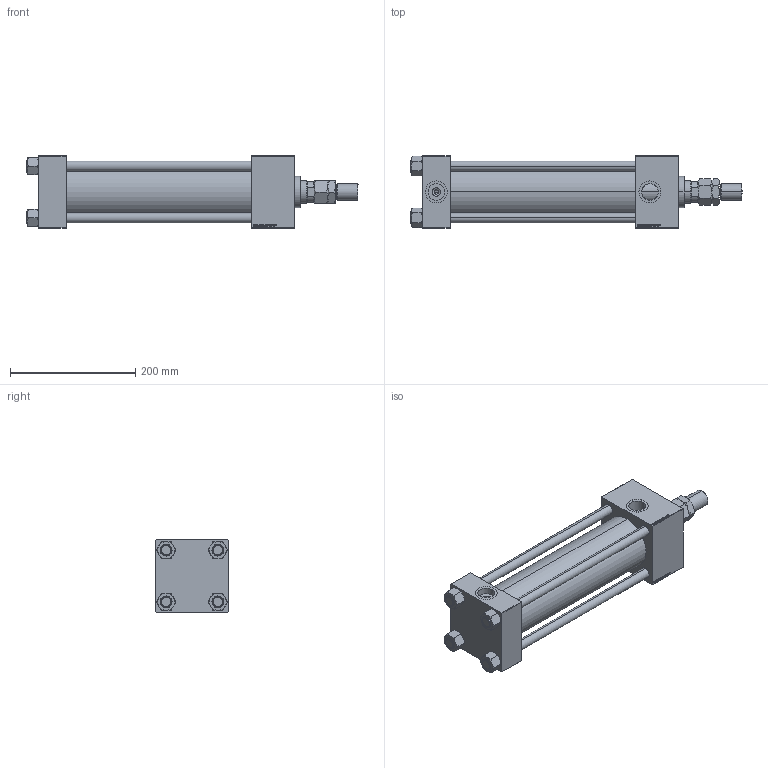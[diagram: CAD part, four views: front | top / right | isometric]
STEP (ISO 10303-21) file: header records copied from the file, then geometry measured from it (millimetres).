
FILE_DESCRIPTION (( 'STEP AP203' ), '1' );
FILE_NAME ('5332.STEP', '2022-04-25T16:13:42', ( '' ), ( '' ), 'SwSTEP 2.0', 'SolidWorks 2019', '' );
FILE_SCHEMA (( 'CONFIG_CONTROL_DESIGN' ));
Length unit declared in the file: millimetre
Products named in the file (7): V215CD_C_TYCINKA d8a5977bd0e0f498ed20cb54f1255163; MTA d8a5977bd0e0f498ed20cb54f1255163; 5332; NUT_M5_V215CD_C d8a5977bd0e0f498ed20cb54f1255163; V215CD_Body_C d8a5977bd0e0f498ed20cb54f1255163; V215CD_VC_C d8a5977bd0e0f498ed20cb54f1255163; V215CD_VCP_C d8a5977bd0e0f498ed20cb54f1255163
Assembly tree (12 placements, depth 2):
  5332
    V215CD_Body_C d8a5977bd0e0f498ed20cb54f1255163
    V215CD_VC_C d8a5977bd0e0f498ed20cb54f1255163
    V215CD_VCP_C d8a5977bd0e0f498ed20cb54f1255163
    V215CD_C_TYCINKA d8a5977bd0e0f498ed20cb54f1255163  x4
    NUT_M5_V215CD_C d8a5977bd0e0f498ed20cb54f1255163  x4
    MTA d8a5977bd0e0f498ed20cb54f1255163
Bounding box: 530 x 115 x 115 mm (x, y, z)
Volume: 2442692.6 mm3; surface area: 470971.2 mm2
Topology: 12 solids, 12 shells, 1252 faces, 3140 edges, 2033 vertices
Faces by surface type: plane 592, bspline 392, cone 164, cylinder 94, torus 10
Entity records: 52495 total; most frequent: CARTESIAN_POINT 27839, ORIENTED_EDGE 5544, DIRECTION 3598, EDGE_CURVE 2772, VERTEX_POINT 1811, VECTOR 1638, LINE 1638, EDGE_LOOP 1229
